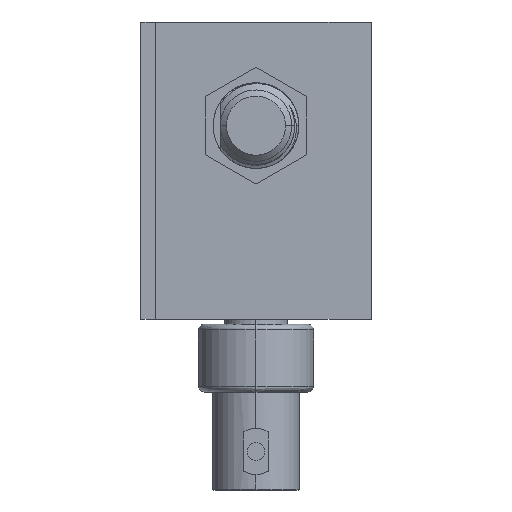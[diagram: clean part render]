
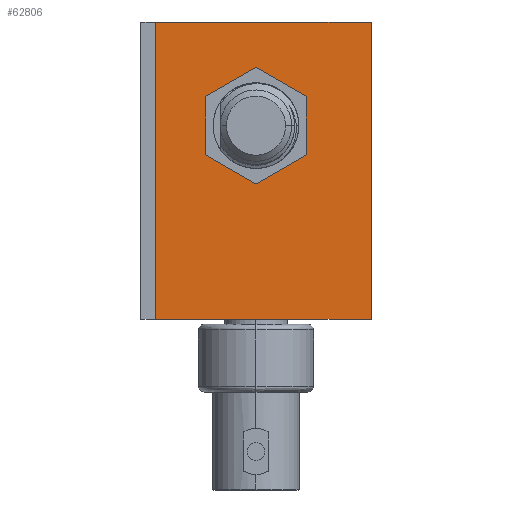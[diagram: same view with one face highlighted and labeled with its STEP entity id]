
A CAD part, left-side view. The second image highlights one B-rep face of the part: STEP entity #62806.
In plain terms, the highlighted planar face has unit normal (-1, 0, 0).
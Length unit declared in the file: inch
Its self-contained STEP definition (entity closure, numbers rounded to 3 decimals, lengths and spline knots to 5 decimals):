
#1680 = CARTESIAN_POINT ( 'NONE',  ( -0.4225, 0.937, 0.645 ) ) ;
#1770 = VERTEX_POINT ( 'NONE', #53002 ) ;
#4093 = LINE ( 'NONE', #49803, #64900 ) ;
#5442 = VERTEX_POINT ( 'NONE', #1680 ) ;
#8342 = DIRECTION ( 'NONE',  ( 1., 0., 0. ) ) ;
#8562 = CARTESIAN_POINT ( 'NONE',  ( -0.4225, 0., 0.645 ) ) ;
#8987 = DIRECTION ( 'NONE',  ( 0., 0., 1. ) ) ;
#14300 = EDGE_CURVE ( 'NONE', #54021, #5442, #28802, .T. ) ;
#14474 = DIRECTION ( 'NONE',  ( 0., 0., -1. ) ) ;
#15343 = CARTESIAN_POINT ( 'NONE',  ( -0.4225, 0.937, -0.645 ) ) ;
#18921 = CARTESIAN_POINT ( 'NONE',  ( -0.4225, 0.937, 0.645 ) ) ;
#19845 = CARTESIAN_POINT ( 'NONE',  ( -0.4225, 0.937, -0.645 ) ) ;
#22964 = ORIENTED_EDGE ( 'NONE', *, *, #40269, .F. ) ;
#23296 = EDGE_CURVE ( 'NONE', #1770, #54021, #24297, .T. ) ;
#23621 = DIRECTION ( 'NONE',  ( 0., 1., 0. ) ) ;
#24176 = LINE ( 'NONE', #40519, #61948 ) ;
#24297 = LINE ( 'NONE', #19845, #46235 ) ;
#27973 = AXIS2_PLACEMENT_3D ( 'NONE', #18921, #8342, #14474 ) ;
#28802 = LINE ( 'NONE', #49923, #61776 ) ;
#28803 = ORIENTED_EDGE ( 'NONE', *, *, #14300, .F. ) ;
#29360 = DIRECTION ( 'NONE',  ( 0., -1., 0. ) ) ;
#35915 = EDGE_CURVE ( 'NONE', #40708, #1770, #24176, .T. ) ;
#40186 = DIRECTION ( 'NONE',  ( 0., 0., -1. ) ) ;
#40269 = EDGE_CURVE ( 'NONE', #5442, #40708, #4093, .T. ) ;
#40519 = CARTESIAN_POINT ( 'NONE',  ( -0.4225, 0., 0.645 ) ) ;
#40708 = VERTEX_POINT ( 'NONE', #8562 ) ;
#46235 = VECTOR ( 'NONE', #23621, 39.37008 ) ;
#49803 = CARTESIAN_POINT ( 'NONE',  ( -0.4225, 0.937, 0.645 ) ) ;
#49923 = CARTESIAN_POINT ( 'NONE',  ( -0.4225, 0.937, 0.645 ) ) ;
#50948 = PLANE ( 'NONE',  #27973 ) ;
#53002 = CARTESIAN_POINT ( 'NONE',  ( -0.4225, 0., -0.645 ) ) ;
#54021 = VERTEX_POINT ( 'NONE', #15343 ) ;
#55052 = FACE_OUTER_BOUND ( 'NONE', #55659, .T. ) ;
#55659 = EDGE_LOOP ( 'NONE', ( #22964, #28803, #57113, #59889 ) ) ;
#57113 = ORIENTED_EDGE ( 'NONE', *, *, #23296, .F. ) ;
#59889 = ORIENTED_EDGE ( 'NONE', *, *, #35915, .F. ) ;
#61776 = VECTOR ( 'NONE', #8987, 39.37008 ) ;
#61948 = VECTOR ( 'NONE', #40186, 39.37008 ) ;
#62806 = ADVANCED_FACE ( 'NONE', ( #55052 ), #50948, .F. ) ;
#64900 = VECTOR ( 'NONE', #29360, 39.37008 ) ;
